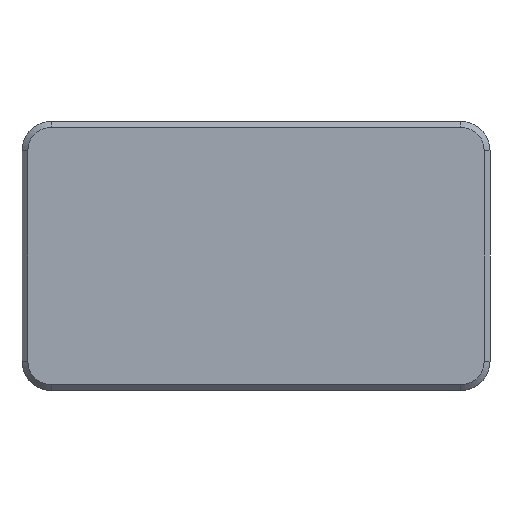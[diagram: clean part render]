
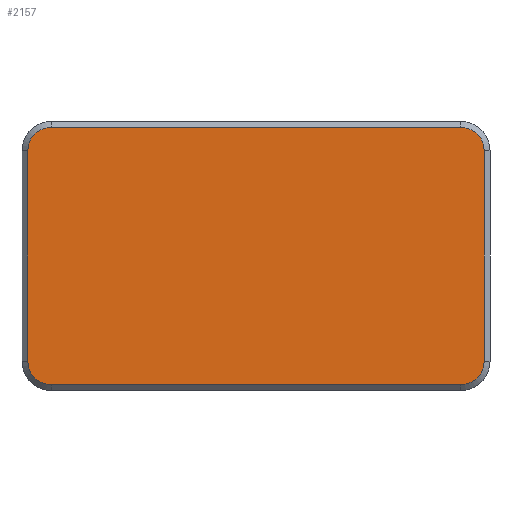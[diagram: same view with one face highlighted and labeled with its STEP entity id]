
A CAD part, front view. The second image highlights one B-rep face of the part: STEP entity #2157.
In plain terms, the highlighted planar face has unit normal (0, -1, 0).
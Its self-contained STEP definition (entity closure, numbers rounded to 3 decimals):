
#78=CIRCLE('',#2301,4.);
#80=CIRCLE('',#2305,4.);
#82=CIRCLE('',#2309,4.);
#84=CIRCLE('',#2313,4.);
#213=FACE_OUTER_BOUND('',#341,.T.);
#341=EDGE_LOOP('',(#1696,#1697,#1698,#1699,#1700,#1701,#1702,#1703));
#546=LINE('',#3487,#779);
#551=LINE('',#3499,#784);
#554=LINE('',#3510,#787);
#558=LINE('',#3522,#791);
#779=VECTOR('',#2698,10.);
#784=VECTOR('',#2711,10.);
#787=VECTOR('',#2722,10.);
#791=VECTOR('',#2734,10.);
#992=VERTEX_POINT('',#3484);
#993=VERTEX_POINT('',#3486);
#995=VERTEX_POINT('',#3492);
#996=VERTEX_POINT('',#3497);
#998=VERTEX_POINT('',#3502);
#1000=VERTEX_POINT('',#3508);
#1002=VERTEX_POINT('',#3514);
#1004=VERTEX_POINT('',#3520);
#1234=EDGE_CURVE('',#992,#993,#546,.T.);
#1238=EDGE_CURVE('',#995,#992,#78,.T.);
#1241=EDGE_CURVE('',#996,#995,#551,.T.);
#1243=EDGE_CURVE('',#998,#996,#80,.T.);
#1246=EDGE_CURVE('',#1000,#998,#554,.T.);
#1249=EDGE_CURVE('',#1002,#1000,#82,.T.);
#1252=EDGE_CURVE('',#1004,#1002,#558,.T.);
#1254=EDGE_CURVE('',#993,#1004,#84,.T.);
#1696=ORIENTED_EDGE('',*,*,#1234,.F.);
#1697=ORIENTED_EDGE('',*,*,#1238,.F.);
#1698=ORIENTED_EDGE('',*,*,#1241,.F.);
#1699=ORIENTED_EDGE('',*,*,#1243,.F.);
#1700=ORIENTED_EDGE('',*,*,#1246,.F.);
#1701=ORIENTED_EDGE('',*,*,#1249,.F.);
#1702=ORIENTED_EDGE('',*,*,#1252,.F.);
#1703=ORIENTED_EDGE('',*,*,#1254,.F.);
#2072=PLANE('',#2318);
#2157=ADVANCED_FACE('',(#213),#2072,.F.);
#2301=AXIS2_PLACEMENT_3D('',#3494,#2704,#2705);
#2305=AXIS2_PLACEMENT_3D('',#3504,#2715,#2716);
#2309=AXIS2_PLACEMENT_3D('',#3516,#2727,#2728);
#2313=AXIS2_PLACEMENT_3D('',#3525,#2738,#2739);
#2318=AXIS2_PLACEMENT_3D('',#3533,#2751,#2752);
#2698=DIRECTION('',(0.,0.,1.));
#2704=DIRECTION('center_axis',(0.,1.,0.));
#2705=DIRECTION('ref_axis',(0.,0.,-1.));
#2711=DIRECTION('',(-1.,0.,0.));
#2715=DIRECTION('center_axis',(0.,1.,0.));
#2716=DIRECTION('ref_axis',(1.,0.,0.));
#2722=DIRECTION('',(0.,0.,-1.));
#2727=DIRECTION('center_axis',(0.,1.,0.));
#2728=DIRECTION('ref_axis',(0.,0.,1.));
#2734=DIRECTION('',(1.,0.,0.));
#2738=DIRECTION('center_axis',(0.,1.,0.));
#2739=DIRECTION('ref_axis',(-1.,0.,0.));
#2751=DIRECTION('center_axis',(0.,1.,0.));
#2752=DIRECTION('ref_axis',(1.,0.,0.));
#3484=CARTESIAN_POINT('',(-39.,-2.,-18.));
#3486=CARTESIAN_POINT('',(-39.,-2.,18.));
#3487=CARTESIAN_POINT('',(-39.,-2.,9.));
#3492=CARTESIAN_POINT('',(-35.,-2.,-22.));
#3494=CARTESIAN_POINT('Origin',(-35.,-2.,-18.));
#3497=CARTESIAN_POINT('',(35.,-2.,-22.));
#3499=CARTESIAN_POINT('',(-17.5,-2.,-22.));
#3502=CARTESIAN_POINT('',(39.,-2.,-18.));
#3504=CARTESIAN_POINT('Origin',(35.,-2.,-18.));
#3508=CARTESIAN_POINT('',(39.,-2.,18.));
#3510=CARTESIAN_POINT('',(39.,-2.,-9.));
#3514=CARTESIAN_POINT('',(35.,-2.,22.));
#3516=CARTESIAN_POINT('Origin',(35.,-2.,18.));
#3520=CARTESIAN_POINT('',(-35.,-2.,22.));
#3522=CARTESIAN_POINT('',(17.5,-2.,22.));
#3525=CARTESIAN_POINT('Origin',(-35.,-2.,18.));
#3533=CARTESIAN_POINT('Origin',(0.,-2.,0.));
